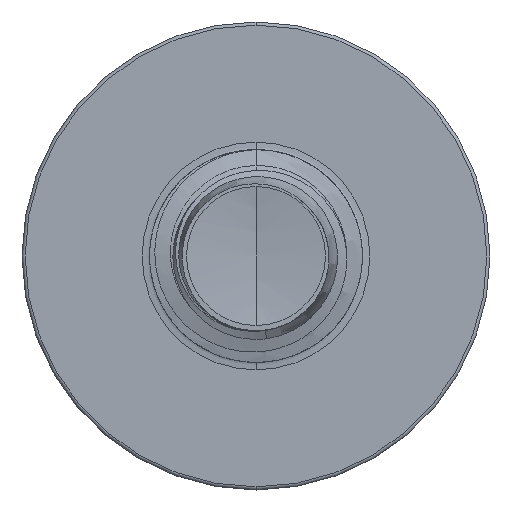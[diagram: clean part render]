
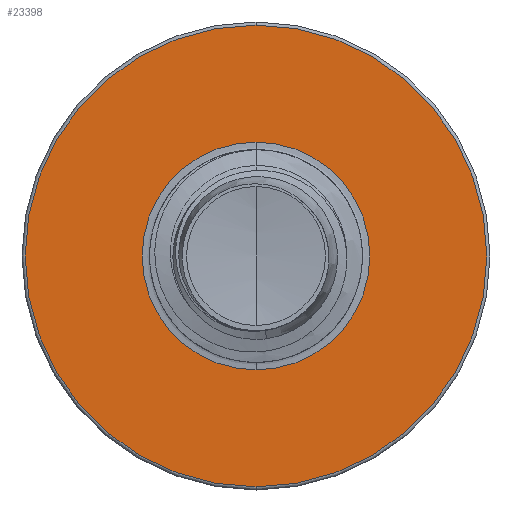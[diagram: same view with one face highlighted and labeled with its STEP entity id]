
A CAD part, front view. The second image highlights one B-rep face of the part: STEP entity #23398.
In plain terms, the highlighted planar face has unit normal (0, -1, 0).
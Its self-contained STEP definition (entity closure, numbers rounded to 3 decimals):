
#1713 = VERTEX_POINT ( 'NONE', #21973 ) ;
#1875 = DIRECTION ( 'NONE',  ( 0., 0., 1. ) ) ;
#1883 = DIRECTION ( 'NONE',  ( 0., 1., 0. ) ) ;
#1927 = CARTESIAN_POINT ( 'NONE',  ( 0., 25., 0. ) ) ;
#3154 = VERTEX_POINT ( 'NONE', #6168 ) ;
#3241 = AXIS2_PLACEMENT_3D ( 'NONE', #24608, #5684, #27456 ) ;
#3365 = DIRECTION ( 'NONE',  ( 0., 0., 1. ) ) ;
#3418 = DIRECTION ( 'NONE',  ( 0., 1., 0. ) ) ;
#3425 = CARTESIAN_POINT ( 'NONE',  ( 0., 25., 0. ) ) ;
#3616 = ORIENTED_EDGE ( 'NONE', *, *, #23660, .T. ) ;
#4683 = DIRECTION ( 'NONE',  ( 0., 1., 0. ) ) ;
#5684 = DIRECTION ( 'NONE',  ( 0., 1., 0. ) ) ;
#5927 = VERTEX_POINT ( 'NONE', #12239 ) ;
#6168 = CARTESIAN_POINT ( 'NONE',  ( 0., 25., -2.677 ) ) ;
#10722 = EDGE_CURVE ( 'NONE', #3154, #29628, #33199, .T. ) ;
#10766 = DIRECTION ( 'NONE',  ( 0., 0., 1. ) ) ;
#10776 = DIRECTION ( 'NONE',  ( 0., 1., 0. ) ) ;
#10814 = PLANE ( 'NONE',  #26129 ) ;
#10829 = CARTESIAN_POINT ( 'NONE',  ( 0., 25., -2.677 ) ) ;
#12239 = CARTESIAN_POINT ( 'NONE',  ( 0., 25., 5.425 ) ) ;
#12395 = CIRCLE ( 'NONE', #3241, 5.425 ) ;
#15180 = ORIENTED_EDGE ( 'NONE', *, *, #20518, .F. ) ;
#16452 = CARTESIAN_POINT ( 'NONE',  ( 0., 25., 2.677 ) ) ;
#16966 = AXIS2_PLACEMENT_3D ( 'NONE', #23939, #4683, #26417 ) ;
#17640 = ORIENTED_EDGE ( 'NONE', *, *, #32043, .F. ) ;
#17753 = EDGE_LOOP ( 'NONE', ( #17640, #15180 ) ) ;
#18017 = FACE_BOUND ( 'NONE', #18558, .T. ) ;
#18558 = EDGE_LOOP ( 'NONE', ( #3616, #33776 ) ) ;
#20518 = EDGE_CURVE ( 'NONE', #1713, #5927, #31281, .T. ) ;
#21973 = CARTESIAN_POINT ( 'NONE',  ( 0., 25., -5.425 ) ) ;
#22289 = AXIS2_PLACEMENT_3D ( 'NONE', #1927, #1883, #1875 ) ;
#22909 = CIRCLE ( 'NONE', #16966, 2.677 ) ;
#23398 = ADVANCED_FACE ( 'NONE', ( #30205, #18017 ), #10814, .F. ) ;
#23660 = EDGE_CURVE ( 'NONE', #29628, #3154, #22909, .T. ) ;
#23939 = CARTESIAN_POINT ( 'NONE',  ( 0., 25., 0. ) ) ;
#24608 = CARTESIAN_POINT ( 'NONE',  ( 0., 25., 0. ) ) ;
#26129 = AXIS2_PLACEMENT_3D ( 'NONE', #10829, #10776, #10766 ) ;
#26417 = DIRECTION ( 'NONE',  ( 0., 0., 1. ) ) ;
#27456 = DIRECTION ( 'NONE',  ( 0., 0., 1. ) ) ;
#28732 = AXIS2_PLACEMENT_3D ( 'NONE', #3425, #3418, #3365 ) ;
#29628 = VERTEX_POINT ( 'NONE', #16452 ) ;
#30205 = FACE_OUTER_BOUND ( 'NONE', #17753, .T. ) ;
#31281 = CIRCLE ( 'NONE', #22289, 5.425 ) ;
#32043 = EDGE_CURVE ( 'NONE', #5927, #1713, #12395, .T. ) ;
#33199 = CIRCLE ( 'NONE', #28732, 2.677 ) ;
#33776 = ORIENTED_EDGE ( 'NONE', *, *, #10722, .T. ) ;
